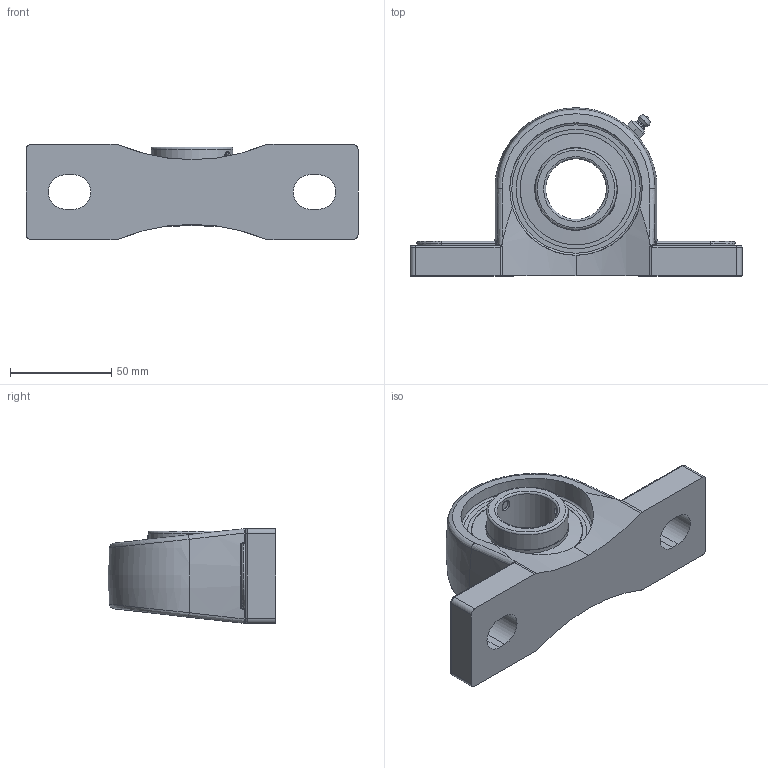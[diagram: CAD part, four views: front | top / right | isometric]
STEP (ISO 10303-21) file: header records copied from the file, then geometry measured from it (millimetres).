
FILE_DESCRIPTION(('HOOPS Exchange Step'),'2;1');
FILE_NAME('export-0A254F79-0C23-4565-A7C4-2534B0CC4089.stp','2019-12-13T14:25:02-08:00',('ibuslach'),('Alibre'),'HOOPS Exchange 2019.2','Alibre','Unknown authorisation');
FILE_SCHEMA( ('AP242_MANAGED_MODEL_BASED_3D_ENGINEERING_MIM_LF {1 0 10303 442 1 1 4 }') );
Length unit declared in the file: centimetre
Products named in the file (7): MRN SP 206 (NO LETTER CAST); UCP ZERK 5mm; SUC 206 RACES; SUC 206 SHIELD; SUC 206 SS; MRN SUC 206; MRN SUCP 206
Assembly tree (8 placements, depth 3):
  MRN SUCP 206
    MRN SP 206 (NO LETTER CAST)
    UCP ZERK 5mm
    MRN SUC 206
      SUC 206 RACES
      SUC 206 SHIELD  x2
      SUC 206 SS  x2
Bounding box: 164 x 82.95 x 47 mm (x, y, z)
Volume: 190154.6 mm3; surface area: 59425.8 mm2
Topology: 8 solids, 8 shells, 221 faces, 583 edges, 372 vertices
Faces by surface type: cylinder 79, plane 65, bspline 26, torus 26, cone 16, sphere 9
Full cylindrical faces by diameter (mm): 2.005 x2, 5 x2, 5.359 x12, 30 x1, 40.259 x1, 40.284 x2, 40.792 x2, 55.093 x1, 55.118 x2, 65.428 x2
Entity records: 17641 total; most frequent: CARTESIAN_POINT 12729, ORIENTED_EDGE 1014, DIRECTION 980, EDGE_CURVE 507, AXIS2_PLACEMENT_3D 407, VERTEX_POINT 326, EDGE_LOOP 219, FACE_BOUND 219
